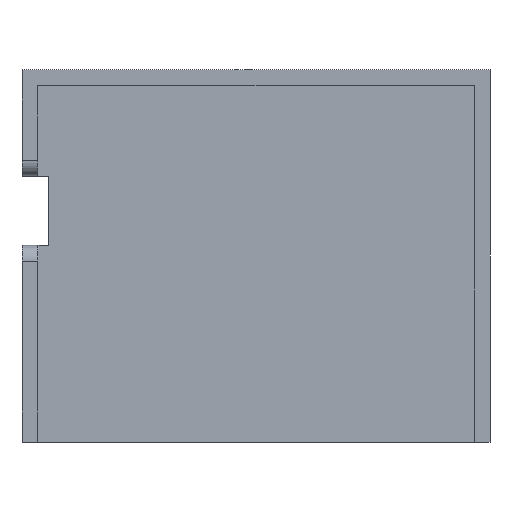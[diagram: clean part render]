
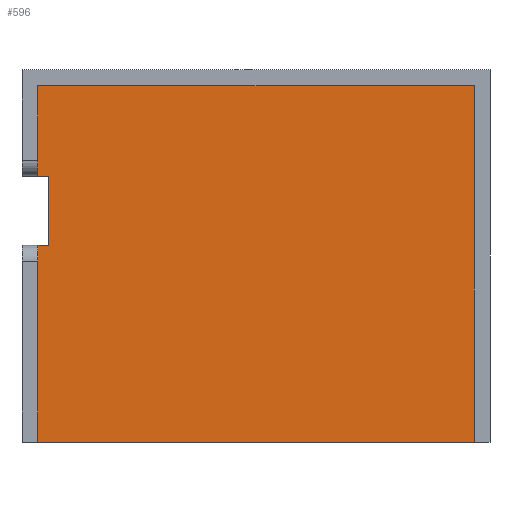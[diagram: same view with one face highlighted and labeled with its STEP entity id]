
A CAD part, front view. The second image highlights one B-rep face of the part: STEP entity #596.
In plain terms, the highlighted planar face has unit normal (0, -1, 0).
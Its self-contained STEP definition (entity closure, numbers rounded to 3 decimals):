
#378=CARTESIAN_POINT('',(-131.,671.,47.));
#379=VERTEX_POINT('',#378);
#428=CARTESIAN_POINT('',(-49.,671.,47.));
#429=VERTEX_POINT('',#428);
#436=CARTESIAN_POINT('',(-49.,671.,47.));
#437=DIRECTION('',(-1.,0.,0.));
#438=VECTOR('',#437,82.);
#439=LINE('',#436,#438);
#440=EDGE_CURVE('',#429,#379,#439,.T.);
#534=CARTESIAN_POINT('',(-200.,671.,0.));
#535=DIRECTION('',(0.,1.,0.));
#536=DIRECTION('',(0.,0.,1.));
#537=AXIS2_PLACEMENT_3D('',#534,#535,#536);
#538=PLANE('',#537);
#539=CARTESIAN_POINT('',(-129.,671.,84.));
#540=VERTEX_POINT('',#539);
#541=CARTESIAN_POINT('',(-129.,671.,97.));
#542=VERTEX_POINT('',#541);
#543=CARTESIAN_POINT('',(-129.,671.,84.));
#544=DIRECTION('',(0.,0.,1.));
#545=VECTOR('',#544,13.);
#546=LINE('',#543,#545);
#547=EDGE_CURVE('',#540,#542,#546,.T.);
#548=ORIENTED_EDGE('',*,*,#547,.F.);
#549=CARTESIAN_POINT('',(-131.,671.,84.));
#550=VERTEX_POINT('',#549);
#551=CARTESIAN_POINT('',(-131.,671.,84.));
#552=DIRECTION('',(1.,0.,-0.));
#553=VECTOR('',#552,2.);
#554=LINE('',#551,#553);
#555=EDGE_CURVE('',#550,#540,#554,.T.);
#556=ORIENTED_EDGE('',*,*,#555,.F.);
#557=CARTESIAN_POINT('',(-131.,671.,84.));
#558=DIRECTION('',(0.,0.,-1.));
#559=VECTOR('',#558,37.);
#560=LINE('',#557,#559);
#561=EDGE_CURVE('',#550,#379,#560,.T.);
#562=ORIENTED_EDGE('',*,*,#561,.T.);
#563=ORIENTED_EDGE('',*,*,#440,.F.);
#564=CARTESIAN_POINT('',(-49.,671.,114.));
#565=VERTEX_POINT('',#564);
#566=CARTESIAN_POINT('',(-49.,671.,114.));
#567=DIRECTION('',(0.,0.,-1.));
#568=VECTOR('',#567,67.);
#569=LINE('',#566,#568);
#570=EDGE_CURVE('',#565,#429,#569,.T.);
#571=ORIENTED_EDGE('',*,*,#570,.F.);
#572=CARTESIAN_POINT('',(-131.,671.,114.));
#573=VERTEX_POINT('',#572);
#574=CARTESIAN_POINT('',(-131.,671.,114.));
#575=DIRECTION('',(1.,0.,-0.));
#576=VECTOR('',#575,82.);
#577=LINE('',#574,#576);
#578=EDGE_CURVE('',#573,#565,#577,.T.);
#579=ORIENTED_EDGE('',*,*,#578,.F.);
#580=CARTESIAN_POINT('',(-131.,671.,97.));
#581=VERTEX_POINT('',#580);
#582=CARTESIAN_POINT('',(-131.,671.,114.));
#583=DIRECTION('',(0.,0.,-1.));
#584=VECTOR('',#583,17.);
#585=LINE('',#582,#584);
#586=EDGE_CURVE('',#573,#581,#585,.T.);
#587=ORIENTED_EDGE('',*,*,#586,.T.);
#588=CARTESIAN_POINT('',(-131.,671.,97.));
#589=DIRECTION('',(1.,0.,-0.));
#590=VECTOR('',#589,2.);
#591=LINE('',#588,#590);
#592=EDGE_CURVE('',#581,#542,#591,.T.);
#593=ORIENTED_EDGE('',*,*,#592,.T.);
#594=EDGE_LOOP('',(#548,#556,#562,#563,#571,#579,#587,#593));
#595=FACE_BOUND('',#594,.T.);
#596=ADVANCED_FACE('',(#595),#538,.F.);
